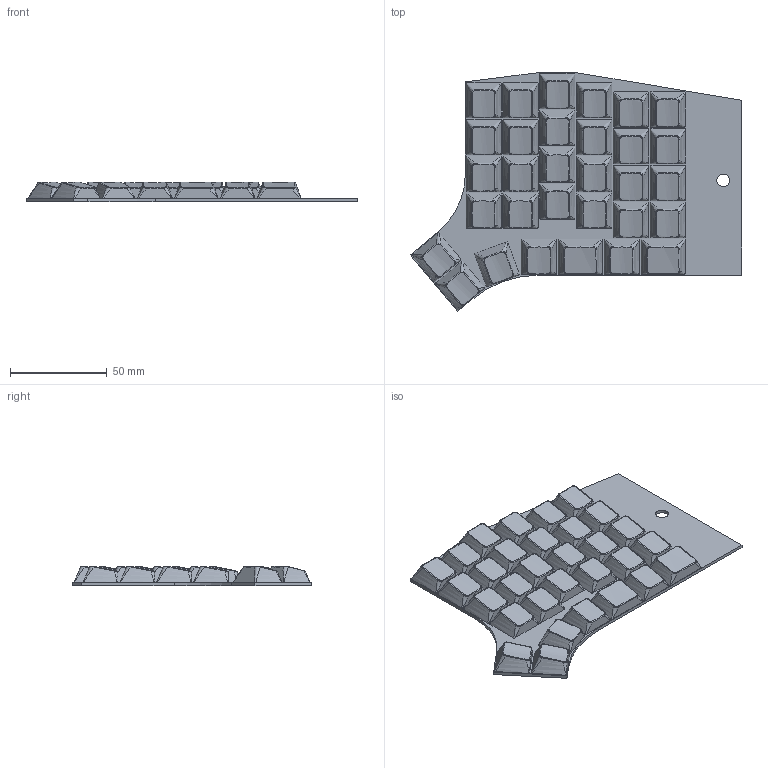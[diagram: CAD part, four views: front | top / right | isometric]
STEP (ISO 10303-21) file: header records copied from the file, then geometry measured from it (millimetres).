
FILE_DESCRIPTION(('KiCad electronic assembly'),'2;1');
FILE_NAME('blackwing.step','2021-03-30T17:17:53',('Pcbnew'),('Kicad'), 'Open CASCADE STEP processor 7.5','KiCad to STEP converter','Unknown' );
FILE_SCHEMA(('AUTOMOTIVE_DESIGN { 1 0 10303 214 1 1 1 1 }'));
Length unit declared in the file: millimetre
Products named in the file (6): blackwing 1; r4_100; SOLID; r4_125; COMPOUND
Assembly tree (34 placements, depth 3):
  blackwing 1
    r4_100  x29
      SOLID
    r4_125  x2
      SOLID
    COMPOUND
Bounding box: 170.83 x 123.22 x 10.25 mm (x, y, z)
Volume: 42255.4 mm3; surface area: 65361.2 mm2
Topology: 32 solids, 32 shells, 1719 faces, 4066 edges, 2504 vertices
Faces by surface type: bspline 1581, plane 135, cylinder 3
Full cylindrical faces by diameter (mm): 6.5 x1
Entity records: 24359 total; most frequent: CARTESIAN_POINT 12625, DIRECTION 1570, ORIENTED_EDGE 1288, PCURVE 1288, DEFINITIONAL_REPRESENTATION 1288, LINE 1212, VECTOR 1212, B_SPLINE_CURVE_WITH_KNOTS 692
